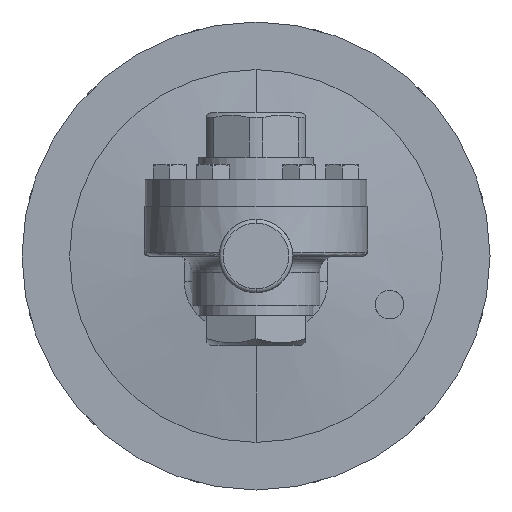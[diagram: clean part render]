
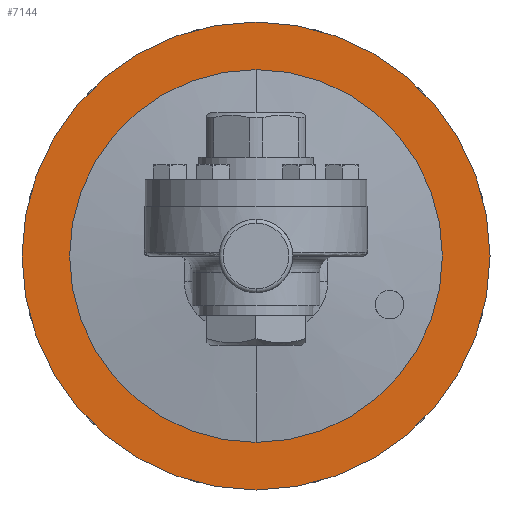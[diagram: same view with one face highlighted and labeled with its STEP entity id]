
A CAD part, front view. The second image highlights one B-rep face of the part: STEP entity #7144.
In plain terms, the highlighted planar face has unit normal (0, -1, 0).
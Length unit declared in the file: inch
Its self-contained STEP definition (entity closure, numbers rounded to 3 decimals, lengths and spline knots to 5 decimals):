
#25 = DIRECTION ( 'NONE',  ( 0., 0., -1. ) ) ;
#158 = CIRCLE ( 'NONE', #7629, 3.565 ) ;
#220 = ORIENTED_EDGE ( 'NONE', *, *, #963, .T. ) ;
#380 = EDGE_CURVE ( 'NONE', #7053, #3970, #9330, .T. ) ;
#449 = CARTESIAN_POINT ( 'NONE',  ( 0., 2.25, -3.655 ) ) ;
#675 = VERTEX_POINT ( 'NONE', #4397 ) ;
#963 = EDGE_CURVE ( 'NONE', #3970, #7053, #158, .T. ) ;
#1156 = CARTESIAN_POINT ( 'NONE',  ( 0., 2.25, 0. ) ) ;
#1377 = PLANE ( 'NONE',  #8473 ) ;
#1737 = FACE_OUTER_BOUND ( 'NONE', #5885, .T. ) ;
#1824 = EDGE_CURVE ( 'NONE', #5195, #675, #11997, .T. ) ;
#2129 = DIRECTION ( 'NONE',  ( 0., 0., -1. ) ) ;
#2393 = DIRECTION ( 'NONE',  ( 0., 0., -1. ) ) ;
#3344 = CARTESIAN_POINT ( 'NONE',  ( 0., 2.25, 0. ) ) ;
#3970 = VERTEX_POINT ( 'NONE', #11429 ) ;
#4118 = DIRECTION ( 'NONE',  ( 0., 0., -1. ) ) ;
#4161 = DIRECTION ( 'NONE',  ( 0., -1., 0. ) ) ;
#4205 = CARTESIAN_POINT ( 'NONE',  ( 0., 2.25, 0. ) ) ;
#4323 = DIRECTION ( 'NONE',  ( 0., 0., -1. ) ) ;
#4397 = CARTESIAN_POINT ( 'NONE',  ( 0., 2.25, 2.84 ) ) ;
#4505 = EDGE_LOOP ( 'NONE', ( #6032, #7683 ) ) ;
#4822 = AXIS2_PLACEMENT_3D ( 'NONE', #4205, #4161, #4118 ) ;
#5195 = VERTEX_POINT ( 'NONE', #7889 ) ;
#5878 = DIRECTION ( 'NONE',  ( 0., -1., 0. ) ) ;
#5885 = EDGE_LOOP ( 'NONE', ( #220, #11191 ) ) ;
#6032 = ORIENTED_EDGE ( 'NONE', *, *, #7524, .F. ) ;
#6183 = CARTESIAN_POINT ( 'NONE',  ( 0., 2.25, 3.565 ) ) ;
#7053 = VERTEX_POINT ( 'NONE', #6183 ) ;
#7144 = ADVANCED_FACE ( 'NONE', ( #10875, #1737 ), #1377, .T. ) ;
#7524 = EDGE_CURVE ( 'NONE', #675, #5195, #10421, .T. ) ;
#7629 = AXIS2_PLACEMENT_3D ( 'NONE', #11674, #5878, #25 ) ;
#7683 = ORIENTED_EDGE ( 'NONE', *, *, #1824, .F. ) ;
#7889 = CARTESIAN_POINT ( 'NONE',  ( 0., 2.25, -2.84 ) ) ;
#7994 = DIRECTION ( 'NONE',  ( 0., -1., 0. ) ) ;
#8227 = AXIS2_PLACEMENT_3D ( 'NONE', #1156, #7994, #2129 ) ;
#8256 = DIRECTION ( 'NONE',  ( 0., -1., 0. ) ) ;
#8473 = AXIS2_PLACEMENT_3D ( 'NONE', #449, #8256, #2393 ) ;
#9330 = CIRCLE ( 'NONE', #4822, 3.565 ) ;
#10155 = AXIS2_PLACEMENT_3D ( 'NONE', #3344, #10174, #4323 ) ;
#10174 = DIRECTION ( 'NONE',  ( 0., -1., 0. ) ) ;
#10421 = CIRCLE ( 'NONE', #8227, 2.84 ) ;
#10875 = FACE_BOUND ( 'NONE', #4505, .T. ) ;
#11191 = ORIENTED_EDGE ( 'NONE', *, *, #380, .T. ) ;
#11429 = CARTESIAN_POINT ( 'NONE',  ( 0., 2.25, -3.565 ) ) ;
#11674 = CARTESIAN_POINT ( 'NONE',  ( 0., 2.25, 0. ) ) ;
#11997 = CIRCLE ( 'NONE', #10155, 2.84 ) ;
